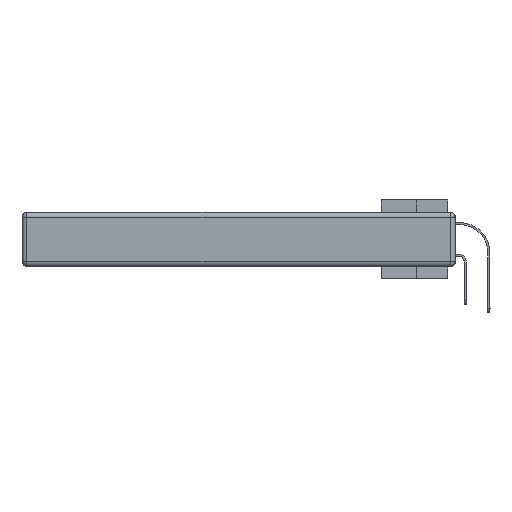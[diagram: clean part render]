
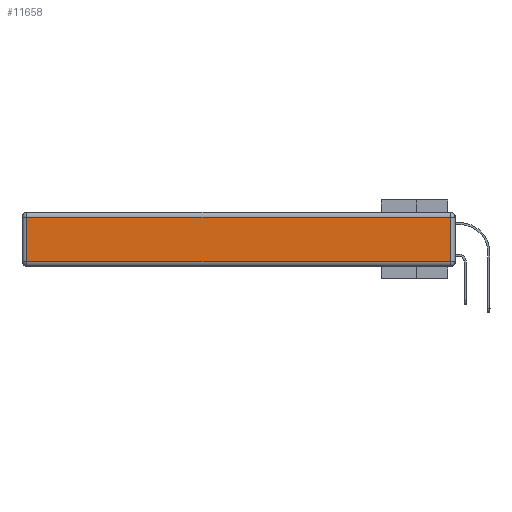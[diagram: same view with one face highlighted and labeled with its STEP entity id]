
A CAD part, left-side view. The second image highlights one B-rep face of the part: STEP entity #11658.
In plain terms, the highlighted planar face has unit normal (-1, 0, 0).
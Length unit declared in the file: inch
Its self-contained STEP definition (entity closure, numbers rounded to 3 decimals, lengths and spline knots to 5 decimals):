
#937 = LINE ( 'NONE', #29378, #23988 ) ;
#1949 = EDGE_CURVE ( 'NONE', #5426, #25031, #19717, .T. ) ;
#2119 = ORIENTED_EDGE ( 'NONE', *, *, #4221, .T. ) ;
#2808 = DIRECTION ( 'NONE',  ( -1., 0., 0. ) ) ;
#4221 = EDGE_CURVE ( 'NONE', #14592, #5426, #937, .T. ) ;
#4665 = CARTESIAN_POINT ( 'NONE',  ( 0., 2.72, -0.343 ) ) ;
#5318 = CARTESIAN_POINT ( 'NONE',  ( 0., 0.03, -0.313 ) ) ;
#5426 = VERTEX_POINT ( 'NONE', #5318 ) ;
#7003 = LINE ( 'NONE', #4665, #17269 ) ;
#9760 = VECTOR ( 'NONE', #26781, 39.37008 ) ;
#10455 = DIRECTION ( 'NONE',  ( 0., -1., 0. ) ) ;
#11557 = EDGE_CURVE ( 'NONE', #25031, #18509, #12014, .T. ) ;
#11658 = ADVANCED_FACE ( 'NONE', ( #24173 ), #19636, .T. ) ;
#12014 = LINE ( 'NONE', #21531, #15657 ) ;
#12847 = CARTESIAN_POINT ( 'NONE',  ( 0., 0.03, -0.343 ) ) ;
#14592 = VERTEX_POINT ( 'NONE', #24212 ) ;
#15103 = DIRECTION ( 'NONE',  ( 0., 0., 1. ) ) ;
#15657 = VECTOR ( 'NONE', #26393, 39.37008 ) ;
#16154 = AXIS2_PLACEMENT_3D ( 'NONE', #29197, #2808, #15103 ) ;
#16158 = ORIENTED_EDGE ( 'NONE', *, *, #26843, .T. ) ;
#17269 = VECTOR ( 'NONE', #30740, 39.37008 ) ;
#18247 = CARTESIAN_POINT ( 'NONE',  ( 0., 2.72, -0.03 ) ) ;
#18509 = VERTEX_POINT ( 'NONE', #18247 ) ;
#19636 = PLANE ( 'NONE',  #16154 ) ;
#19717 = LINE ( 'NONE', #12847, #9760 ) ;
#20929 = EDGE_LOOP ( 'NONE', ( #2119, #27446, #26317, #16158 ) ) ;
#21531 = CARTESIAN_POINT ( 'NONE',  ( 0., 2.75, -0.03 ) ) ;
#23988 = VECTOR ( 'NONE', #10455, 39.37008 ) ;
#24173 = FACE_OUTER_BOUND ( 'NONE', #20929, .T. ) ;
#24212 = CARTESIAN_POINT ( 'NONE',  ( 0., 2.72, -0.313 ) ) ;
#25031 = VERTEX_POINT ( 'NONE', #29534 ) ;
#26317 = ORIENTED_EDGE ( 'NONE', *, *, #11557, .T. ) ;
#26393 = DIRECTION ( 'NONE',  ( 0., 1., 0. ) ) ;
#26781 = DIRECTION ( 'NONE',  ( 0., 0., 1. ) ) ;
#26843 = EDGE_CURVE ( 'NONE', #18509, #14592, #7003, .T. ) ;
#27446 = ORIENTED_EDGE ( 'NONE', *, *, #1949, .T. ) ;
#29197 = CARTESIAN_POINT ( 'NONE',  ( 0., 0., -0.343 ) ) ;
#29378 = CARTESIAN_POINT ( 'NONE',  ( 0., 0., -0.313 ) ) ;
#29534 = CARTESIAN_POINT ( 'NONE',  ( 0., 0.03, -0.03 ) ) ;
#30740 = DIRECTION ( 'NONE',  ( 0., 0., -1. ) ) ;
